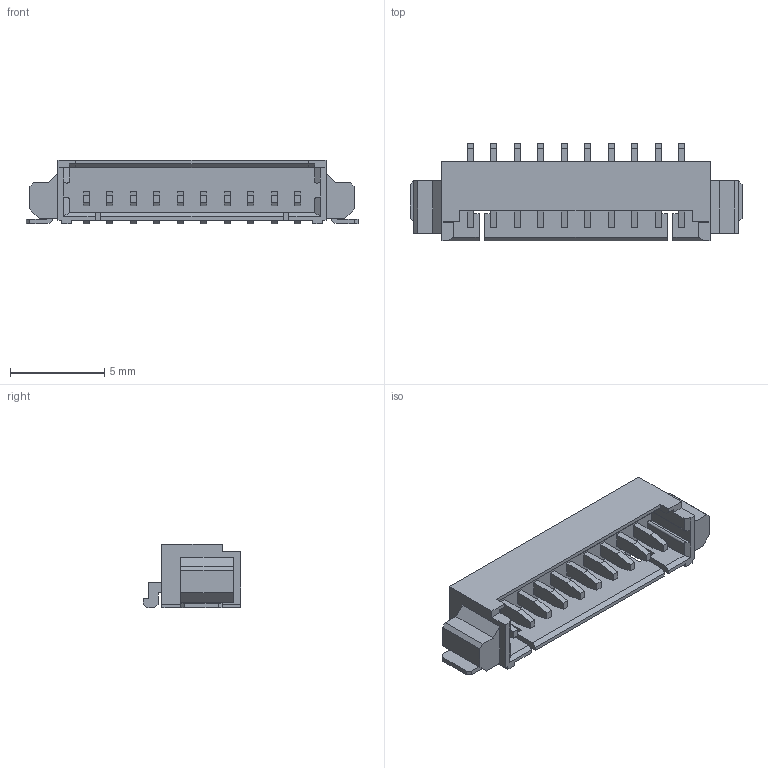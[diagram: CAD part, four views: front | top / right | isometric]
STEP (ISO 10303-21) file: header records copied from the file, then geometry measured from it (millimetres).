
FILE_DESCRIPTION(/* description */ (''),/* implementation_level */ '2;1');
FILE_NAME(/* name */ '532617010wbm000_01_214.stp',/* time_stamp */ '2022-03-30T18:31:29+05:00',/* author */ (''),/* organization */ (''),/* preprocessor_version */ 'ST-DEVELOPER v16.7',/* originating_system */ 'SIEMENS PLM Software NX 1919',/* authorisation */ '');
FILE_SCHEMA (('AUTOMOTIVE_DESIGN { 1 0 10303 214 3 1 1 1 }'));
Length unit declared in the file: millimetre
Products named in the file (1): 532617010wbm000_01
Bounding box: 17.65 x 5.2 x 3.4 mm (x, y, z)
Volume: 112.7 mm3; surface area: 399.2 mm2
Topology: 1 solids, 1 shells, 284 faces, 774 edges, 514 vertices
Faces by surface type: plane 276, cylinder 8
Entity records: 8810 total; most frequent: CARTESIAN_POINT 1573, ORIENTED_EDGE 1548, DIRECTION 1360, EDGE_CURVE 774, LINE 758, VECTOR 758, VERTEX_POINT 514, EDGE_LOOP 306
